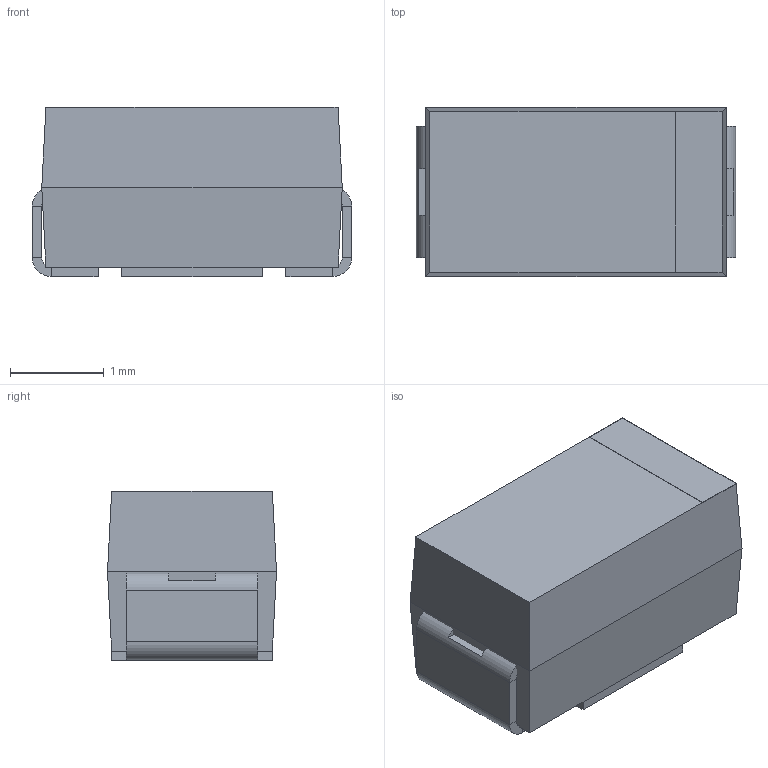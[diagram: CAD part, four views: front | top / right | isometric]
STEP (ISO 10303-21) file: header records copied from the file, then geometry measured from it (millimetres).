
FILE_DESCRIPTION(/* description */ (''),/* implementation_level */ '2;1');
FILE_NAME(/* name */ 'T55_A-case.stp',/* time_stamp */ '2017-04-03T14:34:38+03:00',/* author */ ('vnedbalsky'),/* organization */ (''),/* preprocessor_version */ 'ST-DEVELOPER v16.5',/* originating_system */ 'Autodesk Inventor 2017',/* authorisation */ '');
FILE_SCHEMA (('AUTOMOTIVE_DESIGN { 1 0 10303 214 3 1 1 }'));
Length unit declared in the file: millimetre
Products named in the file (3): Assembly A-case-2; Base-2; Terminal
Assembly tree (2 placements, depth 2):
  Assembly A-case-2
    Base-2
    Terminal
Bounding box: 3.4 x 1.8 x 1.8 mm (x, y, z)
Volume: 10.4 mm3; surface area: 45.6 mm2
Topology: 2 solids, 2 shells, 79 faces, 192 edges, 112 vertices
Faces by surface type: plane 64, cylinder 15
Full cylindrical faces by diameter (mm): 1.103 x1
Entity records: 2349 total; most frequent: DIRECTION 393, CARTESIAN_POINT 387, ORIENTED_EDGE 382, EDGE_CURVE 191, LINE 157, VECTOR 157, AXIS2_PLACEMENT_3D 118, VERTEX_POINT 112
